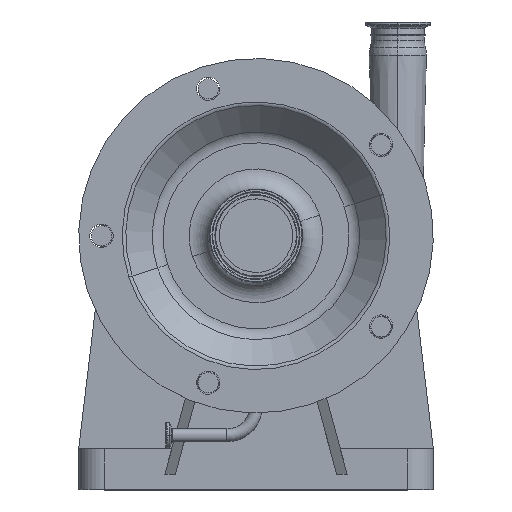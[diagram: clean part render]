
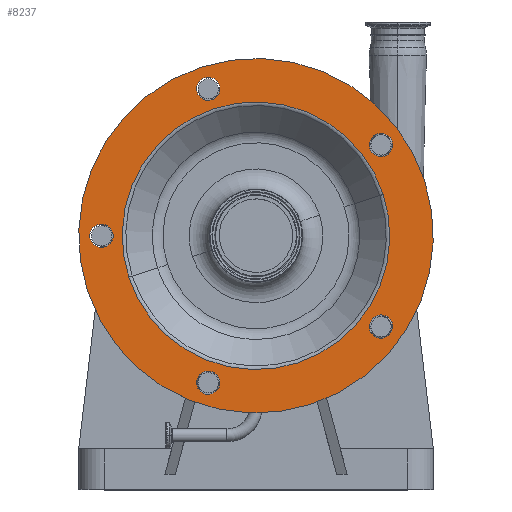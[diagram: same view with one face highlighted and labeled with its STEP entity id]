
A CAD part, top view. The second image highlights one B-rep face of the part: STEP entity #8237.
In plain terms, the highlighted planar face has unit normal (0, 0, 1).
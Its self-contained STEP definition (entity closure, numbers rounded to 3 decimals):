
#97 = VERTEX_POINT ( 'NONE', #2686 ) ;
#347 = DIRECTION ( 'NONE',  ( 0.951, 0.309, 0. ) ) ;
#421 = ORIENTED_EDGE ( 'NONE', *, *, #11075, .F. ) ;
#461 = DIRECTION ( 'NONE',  ( 0.951, 0.309, 0. ) ) ;
#547 = CARTESIAN_POINT ( 'NONE',  ( 112.438, 86.084, 289.5 ) ) ;
#572 = VERTEX_POINT ( 'NONE', #4589 ) ;
#586 = CARTESIAN_POINT ( 'NONE',  ( 134.312, -86.084, 289.5 ) ) ;
#677 = CIRCLE ( 'NONE', #13491, 132.071 ) ;
#696 = CARTESIAN_POINT ( 'NONE',  ( 123.375, 89.637, 289.5 ) ) ;
#759 = CIRCLE ( 'NONE', #2155, 11.5 ) ;
#1075 = DIRECTION ( 'NONE',  ( -0.951, -0.309, 0. ) ) ;
#1127 = FACE_BOUND ( 'NONE', #9875, .T. ) ;
#1130 = FACE_OUTER_BOUND ( 'NONE', #4200, .T. ) ;
#1140 = FACE_BOUND ( 'NONE', #12588, .T. ) ;
#1142 = ORIENTED_EDGE ( 'NONE', *, *, #1186, .T. ) ;
#1152 = FACE_BOUND ( 'NONE', #2537, .T. ) ;
#1166 = FACE_BOUND ( 'NONE', #11130, .T. ) ;
#1175 = FACE_BOUND ( 'NONE', #6030, .T. ) ;
#1186 = EDGE_CURVE ( 'NONE', #7409, #9133, #677, .T. ) ;
#1234 = CARTESIAN_POINT ( 'NONE',  ( -152.5, 0., 289.5 ) ) ;
#1252 = FACE_BOUND ( 'NONE', #7147, .T. ) ;
#1267 = CARTESIAN_POINT ( 'NONE',  ( -163.437, -3.554, 289.5 ) ) ;
#1528 = ORIENTED_EDGE ( 'NONE', *, *, #11585, .T. ) ;
#1858 = DIRECTION ( 'NONE',  ( 0.951, 0.309, 0. ) ) ;
#1962 = DIRECTION ( 'NONE',  ( 0., 0., 1. ) ) ;
#2102 = CIRCLE ( 'NONE', #9200, 11.5 ) ;
#2128 = CARTESIAN_POINT ( 'NONE',  ( -166.435, -54.078, 289.5 ) ) ;
#2155 = AXIS2_PLACEMENT_3D ( 'NONE', #1234, #9263, #2403 ) ;
#2160 = CARTESIAN_POINT ( 'NONE',  ( -47.125, 145.036, 289.5 ) ) ;
#2222 = EDGE_CURVE ( 'NONE', #572, #9358, #13923, .T. ) ;
#2260 = EDGE_CURVE ( 'NONE', #97, #11358, #13939, .T. ) ;
#2372 = AXIS2_PLACEMENT_3D ( 'NONE', #12130, #5316, #13267 ) ;
#2403 = DIRECTION ( 'NONE',  ( 0.951, 0.309, 0. ) ) ;
#2537 = EDGE_LOOP ( 'NONE', ( #14414, #421 ) ) ;
#2686 = CARTESIAN_POINT ( 'NONE',  ( -36.188, -141.482, 289.5 ) ) ;
#2788 = EDGE_CURVE ( 'NONE', #9989, #11223, #12906, .T. ) ;
#2913 = DIRECTION ( 'NONE',  ( 0., 0., 1. ) ) ;
#2942 = EDGE_CURVE ( 'NONE', #11890, #3826, #12722, .T. ) ;
#2961 = EDGE_CURVE ( 'NONE', #10581, #4617, #12568, .T. ) ;
#3048 = EDGE_CURVE ( 'NONE', #3791, #6946, #12370, .T. ) ;
#3306 = DIRECTION ( 'NONE',  ( 0.951, 0.309, 0. ) ) ;
#3310 = ORIENTED_EDGE ( 'NONE', *, *, #13931, .F. ) ;
#3503 = ORIENTED_EDGE ( 'NONE', *, *, #2961, .F. ) ;
#3791 = VERTEX_POINT ( 'NONE', #10758 ) ;
#3826 = VERTEX_POINT ( 'NONE', #547 ) ;
#3877 = ORIENTED_EDGE ( 'NONE', *, *, #3048, .F. ) ;
#4200 = EDGE_LOOP ( 'NONE', ( #3310, #3503 ) ) ;
#4238 = CARTESIAN_POINT ( 'NONE',  ( 0., 0., 289.5 ) ) ;
#4404 = ORIENTED_EDGE ( 'NONE', *, *, #9952, .F. ) ;
#4433 = CARTESIAN_POINT ( 'NONE',  ( 112.438, -93.191, 289.5 ) ) ;
#4518 = CARTESIAN_POINT ( 'NONE',  ( 0., 0., 289.5 ) ) ;
#4589 = CARTESIAN_POINT ( 'NONE',  ( -141.563, 3.554, 289.5 ) ) ;
#4617 = VERTEX_POINT ( 'NONE', #2128 ) ;
#4807 = PLANE ( 'NONE',  #7819 ) ;
#4859 = DIRECTION ( 'NONE',  ( -0.951, -0.309, 0. ) ) ;
#4994 = CARTESIAN_POINT ( 'NONE',  ( 166.435, 54.078, 289.5 ) ) ;
#5042 = AXIS2_PLACEMENT_3D ( 'NONE', #9768, #2913, #10900 ) ;
#5063 = CARTESIAN_POINT ( 'NONE',  ( 0., 0., 289.5 ) ) ;
#5085 = CARTESIAN_POINT ( 'NONE',  ( -47.125, -145.036, 289.5 ) ) ;
#5110 = EDGE_CURVE ( 'NONE', #11358, #97, #7807, .T. ) ;
#5316 = DIRECTION ( 'NONE',  ( 0., 0., 1. ) ) ;
#5348 = CIRCLE ( 'NONE', #2372, 11.5 ) ;
#5358 = DIRECTION ( 'NONE',  ( -0.951, -0.309, 0. ) ) ;
#5664 = DIRECTION ( 'NONE',  ( -0.951, -0.309, 0. ) ) ;
#5981 = CARTESIAN_POINT ( 'NONE',  ( -54.078, 166.435, 289.5 ) ) ;
#6030 = EDGE_LOOP ( 'NONE', ( #10604, #11479 ) ) ;
#6087 = CARTESIAN_POINT ( 'NONE',  ( 123.375, -89.637, 289.5 ) ) ;
#6231 = DIRECTION ( 'NONE',  ( -0.951, -0.309, 0. ) ) ;
#6251 = DIRECTION ( 'NONE',  ( 0.951, 0.309, 0. ) ) ;
#6302 = AXIS2_PLACEMENT_3D ( 'NONE', #14079, #7359, #461 ) ;
#6698 = AXIS2_PLACEMENT_3D ( 'NONE', #2160, #10155, #3306 ) ;
#6946 = VERTEX_POINT ( 'NONE', #7783 ) ;
#7147 = EDGE_LOOP ( 'NONE', ( #12536, #12900 ) ) ;
#7249 = DIRECTION ( 'NONE',  ( 0.951, 0.309, 0. ) ) ;
#7253 = DIRECTION ( 'NONE',  ( 0., 0., 1. ) ) ;
#7359 = DIRECTION ( 'NONE',  ( 0., 0., 1. ) ) ;
#7409 = VERTEX_POINT ( 'NONE', #10395 ) ;
#7783 = CARTESIAN_POINT ( 'NONE',  ( -58.062, 141.482, 289.5 ) ) ;
#7807 = CIRCLE ( 'NONE', #9020, 11.5 ) ;
#7819 = AXIS2_PLACEMENT_3D ( 'NONE', #5981, #11684, #4859 ) ;
#7872 = CIRCLE ( 'NONE', #9007, 132.071 ) ;
#7967 = DIRECTION ( 'NONE',  ( 0., 0., -1. ) ) ;
#8237 = ADVANCED_FACE ( 'NONE', ( #1175, #1252, #1166, #1152, #1140, #1130, #1127 ), #4807, .F. ) ;
#8393 = EDGE_CURVE ( 'NONE', #9358, #572, #759, .T. ) ;
#8513 = AXIS2_PLACEMENT_3D ( 'NONE', #696, #8729, #1858 ) ;
#8606 = AXIS2_PLACEMENT_3D ( 'NONE', #5085, #13028, #6251 ) ;
#8729 = DIRECTION ( 'NONE',  ( 0., 0., 1. ) ) ;
#8840 = CARTESIAN_POINT ( 'NONE',  ( -47.125, -145.036, 289.5 ) ) ;
#9007 = AXIS2_PLACEMENT_3D ( 'NONE', #14629, #7967, #1075 ) ;
#9020 = AXIS2_PLACEMENT_3D ( 'NONE', #8840, #1962, #9965 ) ;
#9133 = VERTEX_POINT ( 'NONE', #9608 ) ;
#9200 = AXIS2_PLACEMENT_3D ( 'NONE', #6087, #13980, #7249 ) ;
#9263 = DIRECTION ( 'NONE',  ( 0., 0., 1. ) ) ;
#9358 = VERTEX_POINT ( 'NONE', #1267 ) ;
#9608 = CARTESIAN_POINT ( 'NONE',  ( 125.607, 40.812, 289.5 ) ) ;
#9768 = CARTESIAN_POINT ( 'NONE',  ( -47.125, 145.036, 289.5 ) ) ;
#9875 = EDGE_LOOP ( 'NONE', ( #3877, #4404 ) ) ;
#9952 = EDGE_CURVE ( 'NONE', #6946, #3791, #10877, .T. ) ;
#9965 = DIRECTION ( 'NONE',  ( 0.951, 0.309, 0. ) ) ;
#9989 = VERTEX_POINT ( 'NONE', #586 ) ;
#10155 = DIRECTION ( 'NONE',  ( 0., 0., 1. ) ) ;
#10316 = CARTESIAN_POINT ( 'NONE',  ( -58.062, -148.59, 289.5 ) ) ;
#10395 = CARTESIAN_POINT ( 'NONE',  ( -125.607, -40.812, 289.5 ) ) ;
#10581 = VERTEX_POINT ( 'NONE', #4994 ) ;
#10604 = ORIENTED_EDGE ( 'NONE', *, *, #2222, .F. ) ;
#10758 = CARTESIAN_POINT ( 'NONE',  ( -36.188, 148.59, 289.5 ) ) ;
#10786 = AXIS2_PLACEMENT_3D ( 'NONE', #4238, #12168, #5358 ) ;
#10877 = CIRCLE ( 'NONE', #5042, 11.5 ) ;
#10900 = DIRECTION ( 'NONE',  ( 0.951, 0.309, 0. ) ) ;
#11075 = EDGE_CURVE ( 'NONE', #3826, #11890, #5348, .T. ) ;
#11130 = EDGE_LOOP ( 'NONE', ( #13413, #13921 ) ) ;
#11223 = VERTEX_POINT ( 'NONE', #4433 ) ;
#11358 = VERTEX_POINT ( 'NONE', #10316 ) ;
#11479 = ORIENTED_EDGE ( 'NONE', *, *, #8393, .F. ) ;
#11585 = EDGE_CURVE ( 'NONE', #9133, #7409, #7872, .T. ) ;
#11684 = DIRECTION ( 'NONE',  ( 0., 0., -1. ) ) ;
#11890 = VERTEX_POINT ( 'NONE', #14166 ) ;
#12130 = CARTESIAN_POINT ( 'NONE',  ( 123.375, 89.637, 289.5 ) ) ;
#12159 = EDGE_CURVE ( 'NONE', #11223, #9989, #2102, .T. ) ;
#12168 = DIRECTION ( 'NONE',  ( 0., 0., -1. ) ) ;
#12370 = CIRCLE ( 'NONE', #6698, 11.5 ) ;
#12463 = DIRECTION ( 'NONE',  ( 0., 0., -1. ) ) ;
#12536 = ORIENTED_EDGE ( 'NONE', *, *, #2260, .F. ) ;
#12568 = CIRCLE ( 'NONE', #10786, 175. ) ;
#12577 = AXIS2_PLACEMENT_3D ( 'NONE', #13983, #7253, #347 ) ;
#12588 = EDGE_LOOP ( 'NONE', ( #1142, #1528 ) ) ;
#12722 = CIRCLE ( 'NONE', #8513, 11.5 ) ;
#12900 = ORIENTED_EDGE ( 'NONE', *, *, #5110, .F. ) ;
#12906 = CIRCLE ( 'NONE', #12577, 11.5 ) ;
#13009 = DIRECTION ( 'NONE',  ( 0., 0., -1. ) ) ;
#13028 = DIRECTION ( 'NONE',  ( 0., 0., 1. ) ) ;
#13267 = DIRECTION ( 'NONE',  ( 0.951, 0.309, 0. ) ) ;
#13413 = ORIENTED_EDGE ( 'NONE', *, *, #2788, .F. ) ;
#13491 = AXIS2_PLACEMENT_3D ( 'NONE', #5063, #13009, #6231 ) ;
#13538 = AXIS2_PLACEMENT_3D ( 'NONE', #4518, #12463, #5664 ) ;
#13921 = ORIENTED_EDGE ( 'NONE', *, *, #12159, .F. ) ;
#13923 = CIRCLE ( 'NONE', #6302, 11.5 ) ;
#13931 = EDGE_CURVE ( 'NONE', #4617, #10581, #13972, .T. ) ;
#13939 = CIRCLE ( 'NONE', #8606, 11.5 ) ;
#13972 = CIRCLE ( 'NONE', #13538, 175. ) ;
#13980 = DIRECTION ( 'NONE',  ( 0., 0., 1. ) ) ;
#13983 = CARTESIAN_POINT ( 'NONE',  ( 123.375, -89.637, 289.5 ) ) ;
#14079 = CARTESIAN_POINT ( 'NONE',  ( -152.5, 0., 289.5 ) ) ;
#14166 = CARTESIAN_POINT ( 'NONE',  ( 134.312, 93.191, 289.5 ) ) ;
#14414 = ORIENTED_EDGE ( 'NONE', *, *, #2942, .F. ) ;
#14629 = CARTESIAN_POINT ( 'NONE',  ( 0., 0., 289.5 ) ) ;
